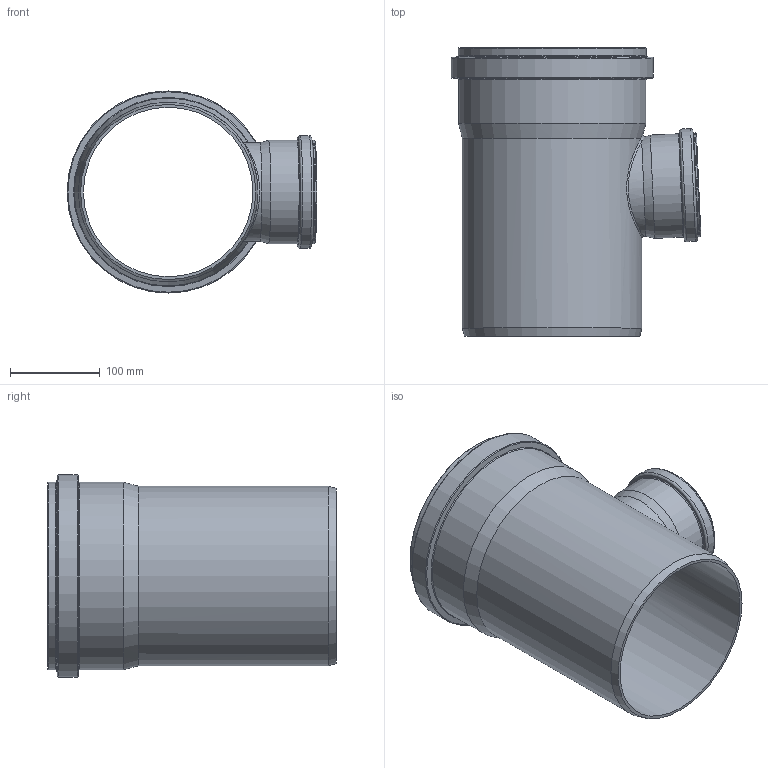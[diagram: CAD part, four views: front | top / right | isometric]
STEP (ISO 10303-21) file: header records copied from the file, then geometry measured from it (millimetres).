
FILE_DESCRIPTION(/* description */ (''),/* implementation_level */ '2;1');
FILE_NAME(/* name */ '223430 KGEA Abzweig DN_OD 200_110_87°.stp',/* time_stamp */ '2017-04-18T16:33:38+02:00',/* author */ ('user1'),/* organization */ (''),/* preprocessor_version */ 'ST-DEVELOPER v16.1',/* originating_system */ 'Autodesk Inventor 2016',/* authorisation */ '');
FILE_SCHEMA (('AUTOMOTIVE_DESIGN { 1 0 10303 214 3 1 1 }'));
Length unit declared in the file: millimetre
Products named in the file (1): 223430 KGEA Abzweig DN_OD 200_110_87°
Bounding box: 279 x 322 x 225.8 mm (x, y, z)
Volume: 1122782.9 mm3; surface area: 465581.5 mm2
Topology: 1 solids, 1 shells, 58 faces, 122 edges, 67 vertices
Faces by surface type: torus 20, cylinder 18, cone 13, plane 5, bspline 2
Full cylindrical faces by diameter (mm): 103.8 x1, 110.7 x1, 111 x2, 115.5 x1, 115.8 x1, 121.1 x1, 125.9 x1, 189.3 x1, 200.5 x1, 200.6 x1, 200.9 x2, 209.4 x1, 209.7 x1, 217 x1, 225.8 x1
Entity records: 1629 total; most frequent: CARTESIAN_POINT 595, DIRECTION 224, ORIENTED_EDGE 132, EDGE_LOOP 114, AXIS2_PLACEMENT_3D 112, EDGE_CURVE 66, VERTEX_POINT 62, FACE_OUTER_BOUND 58
